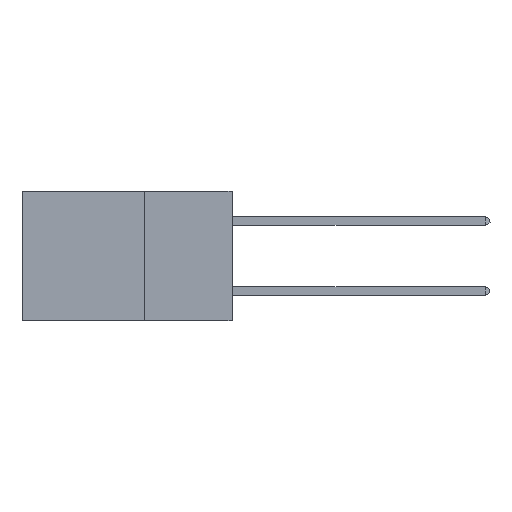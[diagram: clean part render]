
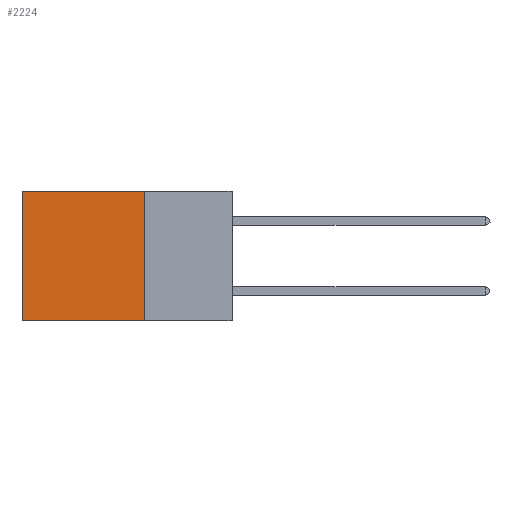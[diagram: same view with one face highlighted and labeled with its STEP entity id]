
A CAD part, left-side view. The second image highlights one B-rep face of the part: STEP entity #2224.
In plain terms, the highlighted planar face has unit normal (-1, 0, 0).
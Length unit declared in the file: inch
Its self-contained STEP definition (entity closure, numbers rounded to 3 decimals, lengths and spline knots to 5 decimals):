
#60 = LINE ( 'NONE', #5092, #12785 ) ;
#627 = CARTESIAN_POINT ( 'NONE',  ( 0.2875, 0.25, -0.37 ) ) ;
#774 = AXIS2_PLACEMENT_3D ( 'NONE', #4537, #5889, #15454 ) ;
#948 = DIRECTION ( 'NONE',  ( 0., 0., -1. ) ) ;
#1093 = VERTEX_POINT ( 'NONE', #11217 ) ;
#1640 = LINE ( 'NONE', #13622, #4697 ) ;
#2224 = ADVANCED_FACE ( 'NONE', ( #9404 ), #9978, .F. ) ;
#2912 = EDGE_CURVE ( 'NONE', #16561, #8680, #1640, .T. ) ;
#3146 = CARTESIAN_POINT ( 'NONE',  ( 0.2875, 0.6, -0.37 ) ) ;
#4245 = CARTESIAN_POINT ( 'NONE',  ( 0.2875, 0.25, -0.37 ) ) ;
#4537 = CARTESIAN_POINT ( 'NONE',  ( 0.2875, 0.25, 0. ) ) ;
#4697 = VECTOR ( 'NONE', #8163, 39.37008 ) ;
#4880 = VECTOR ( 'NONE', #10298, 39.37008 ) ;
#5092 = CARTESIAN_POINT ( 'NONE',  ( 0.2875, 0.6, 0. ) ) ;
#5612 = ORIENTED_EDGE ( 'NONE', *, *, #2912, .F. ) ;
#5889 = DIRECTION ( 'NONE',  ( 1., 0., 0. ) ) ;
#6775 = ORIENTED_EDGE ( 'NONE', *, *, #15644, .F. ) ;
#7311 = CARTESIAN_POINT ( 'NONE',  ( 0.2875, 0.25, 0. ) ) ;
#7372 = CARTESIAN_POINT ( 'NONE',  ( 0.2875, 0.25, 0. ) ) ;
#8163 = DIRECTION ( 'NONE',  ( 0., 0., -1. ) ) ;
#8491 = LINE ( 'NONE', #7372, #17699 ) ;
#8680 = VERTEX_POINT ( 'NONE', #4245 ) ;
#9404 = FACE_OUTER_BOUND ( 'NONE', #16775, .T. ) ;
#9978 = PLANE ( 'NONE',  #774 ) ;
#10298 = DIRECTION ( 'NONE',  ( 0., 1., 0. ) ) ;
#10449 = LINE ( 'NONE', #627, #4880 ) ;
#11217 = CARTESIAN_POINT ( 'NONE',  ( 0.2875, 0.6, 0. ) ) ;
#11627 = ORIENTED_EDGE ( 'NONE', *, *, #17030, .T. ) ;
#11834 = DIRECTION ( 'NONE',  ( 0., 1., 0. ) ) ;
#12565 = VERTEX_POINT ( 'NONE', #3146 ) ;
#12785 = VECTOR ( 'NONE', #948, 39.37008 ) ;
#13622 = CARTESIAN_POINT ( 'NONE',  ( 0.2875, 0.25, 0. ) ) ;
#13724 = ORIENTED_EDGE ( 'NONE', *, *, #16833, .T. ) ;
#15454 = DIRECTION ( 'NONE',  ( 0., 0., -1. ) ) ;
#15644 = EDGE_CURVE ( 'NONE', #8680, #12565, #10449, .T. ) ;
#16561 = VERTEX_POINT ( 'NONE', #7311 ) ;
#16775 = EDGE_LOOP ( 'NONE', ( #13724, #6775, #5612, #11627 ) ) ;
#16833 = EDGE_CURVE ( 'NONE', #1093, #12565, #60, .T. ) ;
#17030 = EDGE_CURVE ( 'NONE', #16561, #1093, #8491, .T. ) ;
#17699 = VECTOR ( 'NONE', #11834, 39.37008 ) ;
